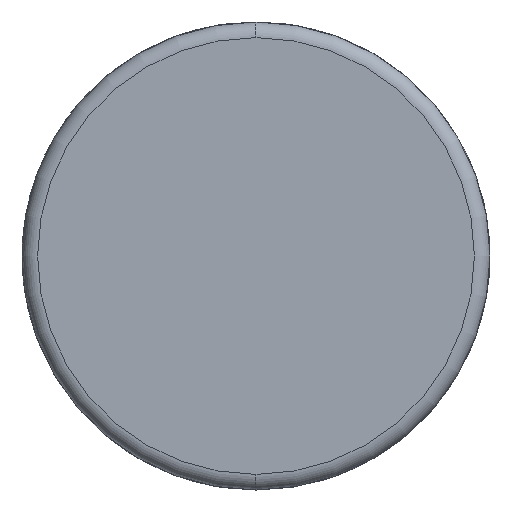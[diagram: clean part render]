
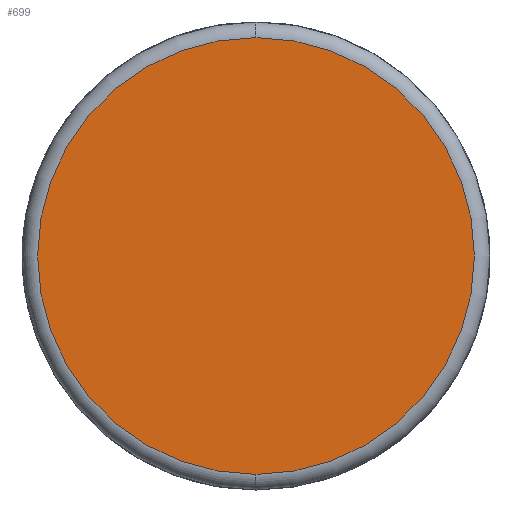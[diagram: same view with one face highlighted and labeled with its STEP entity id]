
A CAD part, left-side view. The second image highlights one B-rep face of the part: STEP entity #699.
In plain terms, the highlighted planar face has unit normal (-1, 0, 0).
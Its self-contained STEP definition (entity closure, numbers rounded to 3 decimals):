
#44 = VERTEX_POINT('',#45);
#45 = CARTESIAN_POINT('',(-1.75,0.,0.05));
#52 = EDGE_CURVE('',#53,#44,#55,.T.);
#53 = VERTEX_POINT('',#54);
#54 = CARTESIAN_POINT('',(-1.75,0.,1.45));
#55 = CIRCLE('',#56,0.7);
#56 = AXIS2_PLACEMENT_3D('',#57,#58,#59);
#57 = CARTESIAN_POINT('',(-1.75,0.,0.75));
#58 = DIRECTION('',(-1.,0.,0.));
#59 = DIRECTION('',(0.,0.,1.));
#688 = EDGE_CURVE('',#44,#53,#689,.T.);
#689 = CIRCLE('',#690,0.7);
#690 = AXIS2_PLACEMENT_3D('',#691,#692,#693);
#691 = CARTESIAN_POINT('',(-1.75,0.,0.75));
#692 = DIRECTION('',(-1.,0.,0.));
#693 = DIRECTION('',(0.,0.,1.));
#699 = ADVANCED_FACE('',(#700),#704,.T.);
#700 = FACE_BOUND('',#701,.T.);
#701 = EDGE_LOOP('',(#702,#703));
#702 = ORIENTED_EDGE('',*,*,#52,.T.);
#703 = ORIENTED_EDGE('',*,*,#688,.T.);
#704 = PLANE('',#705);
#705 = AXIS2_PLACEMENT_3D('',#706,#707,#708);
#706 = CARTESIAN_POINT('',(-1.75,0.,0.75));
#707 = DIRECTION('',(-1.,0.,0.));
#708 = DIRECTION('',(0.,0.,1.));
